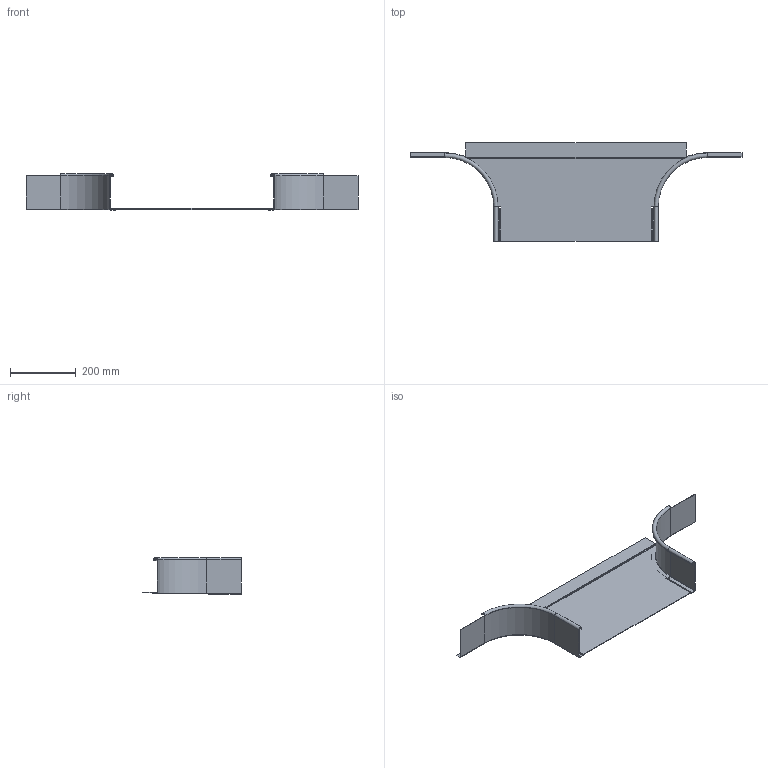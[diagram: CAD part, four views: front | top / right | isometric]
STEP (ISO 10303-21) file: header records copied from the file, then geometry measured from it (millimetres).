
FILE_DESCRIPTION((''),'2;1');
FILE_NAME('7123507_ASM','2014-05-08T',('AndreasKeweloh'),(''),'PRO/ENGINEER BY PARAMETRIC TECHNOLOGY CORPORATION, 2014000','PRO/ENGINEER BY PARAMETRIC TECHNOLOGY CORPORATION, 2014000','');
FILE_SCHEMA(('CONFIG_CONTROL_DESIGN'));
Length unit declared in the file: millimetre
Products named in the file (4): 7123396INNENHOLM_LINKS_; 7123396_INNENHOLM_RECHTS; 7123507_BODENBLECH_R_150; 7123507_ASM
Assembly tree (3 placements, depth 2):
  7123507_ASM
    7123396INNENHOLM_LINKS_
    7123396_INNENHOLM_RECHTS
    7123507_BODENBLECH_R_150
Bounding box: 1010 x 300 x 112.01 mm (x, y, z)
Volume: 398017.3 mm3; surface area: 576374.9 mm2
Topology: 3 solids, 3 shells, 100 faces, 262 edges, 168 vertices
Faces by surface type: plane 56, cylinder 36, torus 8
Entity records: 3180 total; most frequent: DIRECTION 552, CARTESIAN_POINT 551, ORIENTED_EDGE 524, EDGE_CURVE 262, AXIS2_PLACEMENT_3D 187, VECTOR 178, LINE 178, VERTEX_POINT 168
